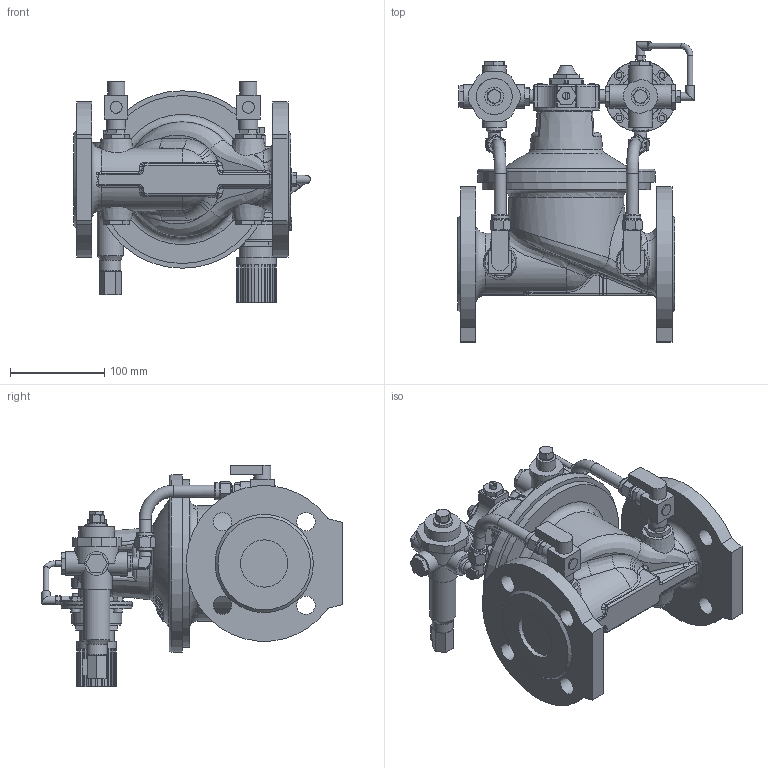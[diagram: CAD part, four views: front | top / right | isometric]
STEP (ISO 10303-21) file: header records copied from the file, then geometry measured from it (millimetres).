
FILE_DESCRIPTION (( 'STEP AP203' ), '1' );
FILE_NAME ('O_859_10_DN0050_1XXXX00_STEP.STEP', '2015-06-11T08:54:49', ( '' ), ( '' ), 'SwSTEP 2.0', 'SolidWorks 2012', '' );
FILE_SCHEMA (( 'CONFIG_CONTROL_DESIGN' ));
Length unit declared in the file: millimetre
Products named in the file (1): O_859_10_DN0050_1XXXX00_STEP
Bounding box: 250.64 x 318 x 234.5 mm (x, y, z)
Volume: 3696338.9 mm3; surface area: 353204.6 mm2
Topology: 1 solids, 1 shells, 1203 faces, 3027 edges, 1914 vertices
Faces by surface type: plane 685, cylinder 226, bspline 135, cone 102, torus 49, sphere 6
Full cylindrical faces by diameter (mm): 6 x6, 7 x1, 7.7 x2, 9 x4, 9.5 x4, 12.5 x6, 12.8 x6, 15 x2, 16 x4, 18 x2, 18.05 x4, 19.5 x8, 20 x6, 22 x1, 25 x8, 28 x1, 32 x2, 37 x1, 38 x2, 42 x1, 46 x3, 50 x2, 51 x1, 53 x1, 70 x1, 75 x3, 122 x1, 178 x1, 188 x1
Entity records: 44171 total; most frequent: CARTESIAN_POINT 17493, ORIENTED_EDGE 5648, DIRECTION 5020, EDGE_CURVE 2824, VERTEX_POINT 1848, AXIS2_PLACEMENT_3D 1791, EDGE_LOOP 1450, LINE 1438
